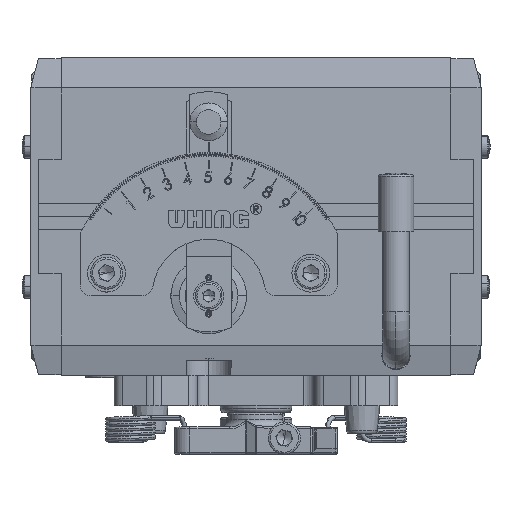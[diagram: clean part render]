
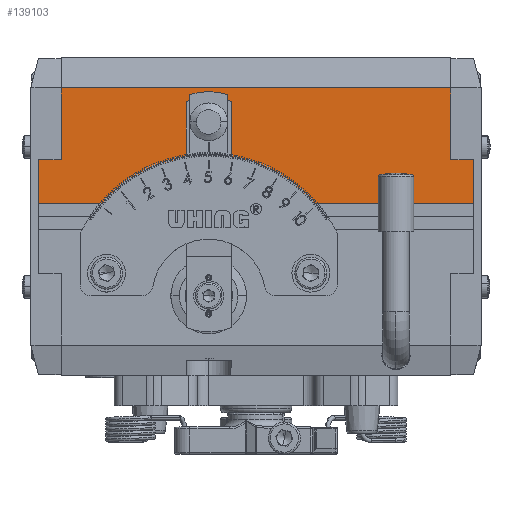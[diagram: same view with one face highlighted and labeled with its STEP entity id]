
A CAD part, top view. The second image highlights one B-rep face of the part: STEP entity #139103.
In plain terms, the highlighted planar face has unit normal (0, 0, 1).
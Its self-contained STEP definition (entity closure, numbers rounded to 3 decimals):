
#668 = VERTEX_POINT ( 'NONE', #35255 ) ;
#5447 = EDGE_CURVE ( 'NONE', #68468, #160787, #121597, .T. ) ;
#10622 = DIRECTION ( 'NONE',  ( 0., 1., 0. ) ) ;
#14585 = DIRECTION ( 'NONE',  ( -1., 0., 0. ) ) ;
#19658 = CARTESIAN_POINT ( 'NONE',  ( 57.5, 34., 34. ) ) ;
#20109 = CARTESIAN_POINT ( 'NONE',  ( -57.5, 34., 34. ) ) ;
#20585 = DIRECTION ( 'NONE',  ( -1., 0., 0. ) ) ;
#23776 = CARTESIAN_POINT ( 'NONE',  ( -57.5, 3.5, 34. ) ) ;
#24416 = EDGE_CURVE ( 'NONE', #128898, #61834, #122039, .T. ) ;
#25841 = EDGE_CURVE ( 'NONE', #174634, #63922, #123487, .T. ) ;
#31663 = VECTOR ( 'NONE', #84805, 1000. ) ;
#32969 = CARTESIAN_POINT ( 'NONE',  ( 51.5, 34., 34. ) ) ;
#35255 = CARTESIAN_POINT ( 'NONE',  ( 51.5, 15., 34. ) ) ;
#35623 = CARTESIAN_POINT ( 'NONE',  ( 57.5, 3.5, 34. ) ) ;
#35924 = DIRECTION ( 'NONE',  ( 0., 1., 0. ) ) ;
#36846 = LINE ( 'NONE', #94576, #179319 ) ;
#37744 = VECTOR ( 'NONE', #14585, 1000. ) ;
#47426 = LINE ( 'NONE', #60765, #160025 ) ;
#51856 = ORIENTED_EDGE ( 'NONE', *, *, #123342, .T. ) ;
#54094 = EDGE_CURVE ( 'NONE', #64551, #668, #128841, .T. ) ;
#54634 = ORIENTED_EDGE ( 'NONE', *, *, #25841, .T. ) ;
#59169 = ORIENTED_EDGE ( 'NONE', *, *, #54094, .T. ) ;
#60765 = CARTESIAN_POINT ( 'NONE',  ( -51.5, 34., 34. ) ) ;
#61834 = VERTEX_POINT ( 'NONE', #86684 ) ;
#63223 = ORIENTED_EDGE ( 'NONE', *, *, #172063, .F. ) ;
#63578 = DIRECTION ( 'NONE',  ( 0., -1., 0. ) ) ;
#63922 = VERTEX_POINT ( 'NONE', #134795 ) ;
#64551 = VERTEX_POINT ( 'NONE', #90813 ) ;
#68468 = VERTEX_POINT ( 'NONE', #140420 ) ;
#72131 = VECTOR ( 'NONE', #108780, 1000. ) ;
#80646 = DIRECTION ( 'NONE',  ( 0., 0., -1. ) ) ;
#84620 = ORIENTED_EDGE ( 'NONE', *, *, #155138, .T. ) ;
#84805 = DIRECTION ( 'NONE',  ( 0., -1., 0. ) ) ;
#86351 = LINE ( 'NONE', #20109, #72131 ) ;
#86684 = CARTESIAN_POINT ( 'NONE',  ( -57.5, 15., 34. ) ) ;
#90493 = VECTOR ( 'NONE', #94720, 1000. ) ;
#90813 = CARTESIAN_POINT ( 'NONE',  ( 57.5, 15., 34. ) ) ;
#93377 = DIRECTION ( 'NONE',  ( -1., 0., 0. ) ) ;
#94576 = CARTESIAN_POINT ( 'NONE',  ( 51.5, 34., 34. ) ) ;
#94720 = DIRECTION ( 'NONE',  ( -1., 0., 0. ) ) ;
#98748 = CARTESIAN_POINT ( 'NONE',  ( 57.5, 15., 34. ) ) ;
#99242 = VECTOR ( 'NONE', #93377, 1000. ) ;
#99940 = LINE ( 'NONE', #155622, #31663 ) ;
#104231 = PLANE ( 'NONE',  #143578 ) ;
#106396 = ORIENTED_EDGE ( 'NONE', *, *, #119546, .T. ) ;
#108780 = DIRECTION ( 'NONE',  ( 0., -1., 0. ) ) ;
#109672 = CARTESIAN_POINT ( 'NONE',  ( 57.5, 15., 34. ) ) ;
#116379 = ORIENTED_EDGE ( 'NONE', *, *, #24416, .T. ) ;
#119546 = EDGE_CURVE ( 'NONE', #668, #174634, #36846, .T. ) ;
#121597 = LINE ( 'NONE', #35623, #99242 ) ;
#122039 = LINE ( 'NONE', #109672, #90493 ) ;
#123342 = EDGE_CURVE ( 'NONE', #61834, #160787, #86351, .T. ) ;
#123487 = LINE ( 'NONE', #19658, #130371 ) ;
#123964 = CARTESIAN_POINT ( 'NONE',  ( 57.5, 34., 34. ) ) ;
#128841 = LINE ( 'NONE', #98748, #37744 ) ;
#128898 = VERTEX_POINT ( 'NONE', #148789 ) ;
#130371 = VECTOR ( 'NONE', #20585, 1000. ) ;
#134795 = CARTESIAN_POINT ( 'NONE',  ( -51.5, 34., 34. ) ) ;
#139103 = ADVANCED_FACE ( 'NONE', ( #146685 ), #104231, .F. ) ;
#140420 = CARTESIAN_POINT ( 'NONE',  ( 57.5, 3.5, 34. ) ) ;
#143578 = AXIS2_PLACEMENT_3D ( 'NONE', #123964, #80646, #10622 ) ;
#146685 = FACE_OUTER_BOUND ( 'NONE', #160355, .T. ) ;
#148789 = CARTESIAN_POINT ( 'NONE',  ( -51.5, 15., 34. ) ) ;
#151938 = ORIENTED_EDGE ( 'NONE', *, *, #5447, .F. ) ;
#155138 = EDGE_CURVE ( 'NONE', #63922, #128898, #47426, .T. ) ;
#155622 = CARTESIAN_POINT ( 'NONE',  ( 57.5, 34., 34. ) ) ;
#160025 = VECTOR ( 'NONE', #63578, 1000. ) ;
#160355 = EDGE_LOOP ( 'NONE', ( #84620, #116379, #51856, #151938, #63223, #59169, #106396, #54634 ) ) ;
#160787 = VERTEX_POINT ( 'NONE', #23776 ) ;
#172063 = EDGE_CURVE ( 'NONE', #64551, #68468, #99940, .T. ) ;
#174634 = VERTEX_POINT ( 'NONE', #32969 ) ;
#179319 = VECTOR ( 'NONE', #35924, 1000. ) ;
